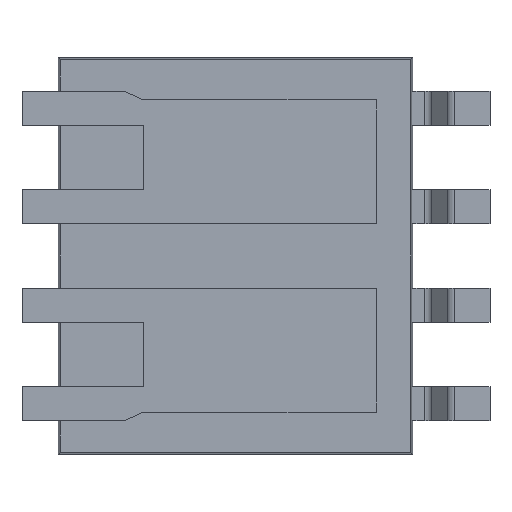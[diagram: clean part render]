
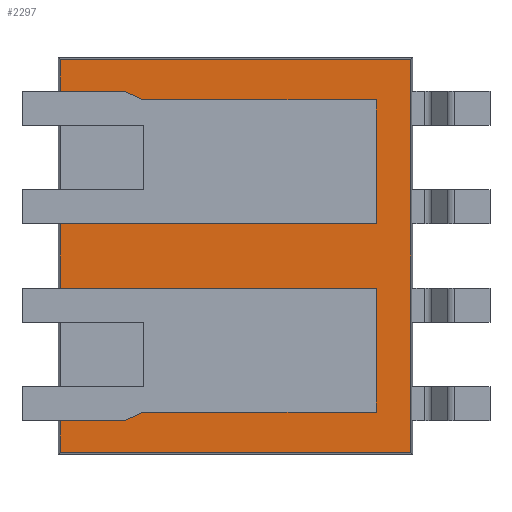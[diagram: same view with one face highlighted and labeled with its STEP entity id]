
A CAD part, front view. The second image highlights one B-rep face of the part: STEP entity #2297.
In plain terms, the highlighted planar face has unit normal (0, -1, 0).
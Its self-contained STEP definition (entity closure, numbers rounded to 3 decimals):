
#20 = LINE ( 'NONE', #428, #2878 ) ;
#68 = CARTESIAN_POINT ( 'NONE',  ( 2.261, 0.05, 2.536 ) ) ;
#203 = VERTEX_POINT ( 'NONE', #2347 ) ;
#219 = LINE ( 'NONE', #2392, #4241 ) ;
#263 = EDGE_CURVE ( 'NONE', #1008, #730, #3022, .T. ) ;
#297 = EDGE_CURVE ( 'NONE', #1407, #723, #219, .T. ) ;
#341 = DIRECTION ( 'NONE',  ( 0., -1., 0. ) ) ;
#359 = EDGE_CURVE ( 'NONE', #1302, #3924, #2615, .T. ) ;
#411 = DIRECTION ( 'NONE',  ( -1., 0., 0. ) ) ;
#428 = CARTESIAN_POINT ( 'NONE',  ( 2.261, 0.05, 0. ) ) ;
#432 = CARTESIAN_POINT ( 'NONE',  ( -1.185, 0.05, -2.015 ) ) ;
#437 = DIRECTION ( 'NONE',  ( 1., 0., 0. ) ) ;
#452 = DIRECTION ( 'NONE',  ( 0., 0., -1. ) ) ;
#556 = EDGE_CURVE ( 'NONE', #1477, #2161, #2966, .T. ) ;
#583 = EDGE_CURVE ( 'NONE', #1821, #1302, #3784, .T. ) ;
#646 = CARTESIAN_POINT ( 'NONE',  ( 2.261, 0.05, -2.536 ) ) ;
#673 = CARTESIAN_POINT ( 'NONE',  ( 0., 0.05, -0.415 ) ) ;
#694 = CARTESIAN_POINT ( 'NONE',  ( 0., 0.05, 0. ) ) ;
#702 = DIRECTION ( 'NONE',  ( 1., 0., 0. ) ) ;
#711 = DIRECTION ( 'NONE',  ( 0., 0., -1. ) ) ;
#723 = VERTEX_POINT ( 'NONE', #841 ) ;
#730 = VERTEX_POINT ( 'NONE', #974 ) ;
#765 = DIRECTION ( 'NONE',  ( 0., 0., 1. ) ) ;
#792 = ORIENTED_EDGE ( 'NONE', *, *, #1585, .T. ) ;
#828 = CARTESIAN_POINT ( 'NONE',  ( -2.261, 0.05, -0.415 ) ) ;
#841 = CARTESIAN_POINT ( 'NONE',  ( 1.815, 0.05, 2.015 ) ) ;
#947 = DIRECTION ( 'NONE',  ( -1., 0., 0. ) ) ;
#974 = CARTESIAN_POINT ( 'NONE',  ( 1.815, 0.05, -2.015 ) ) ;
#982 = CARTESIAN_POINT ( 'NONE',  ( -2.261, 0.05, -2.536 ) ) ;
#1008 = VERTEX_POINT ( 'NONE', #1524 ) ;
#1039 = ORIENTED_EDGE ( 'NONE', *, *, #2350, .T. ) ;
#1111 = CARTESIAN_POINT ( 'NONE',  ( -2.261, 0.05, -2.125 ) ) ;
#1194 = ORIENTED_EDGE ( 'NONE', *, *, #2584, .T. ) ;
#1217 = VECTOR ( 'NONE', #411, 1000. ) ;
#1302 = VERTEX_POINT ( 'NONE', #1569 ) ;
#1314 = ORIENTED_EDGE ( 'NONE', *, *, #297, .T. ) ;
#1315 = PLANE ( 'NONE',  #2418 ) ;
#1407 = VERTEX_POINT ( 'NONE', #2938 ) ;
#1422 = EDGE_CURVE ( 'NONE', #1008, #3263, #2162, .T. ) ;
#1437 = VERTEX_POINT ( 'NONE', #4237 ) ;
#1445 = LINE ( 'NONE', #2245, #2106 ) ;
#1477 = VERTEX_POINT ( 'NONE', #982 ) ;
#1505 = ORIENTED_EDGE ( 'NONE', *, *, #1422, .F. ) ;
#1524 = CARTESIAN_POINT ( 'NONE',  ( 1.815, 0.05, -0.415 ) ) ;
#1559 = VECTOR ( 'NONE', #2288, 1000. ) ;
#1569 = CARTESIAN_POINT ( 'NONE',  ( -2.261, 0.05, 2.536 ) ) ;
#1585 = EDGE_CURVE ( 'NONE', #1437, #2661, #1604, .T. ) ;
#1597 = EDGE_CURVE ( 'NONE', #3924, #1911, #3106, .T. ) ;
#1604 = LINE ( 'NONE', #2277, #3868 ) ;
#1607 = DIRECTION ( 'NONE',  ( -0.917, 0., 0.4 ) ) ;
#1732 = DIRECTION ( 'NONE',  ( 0., 0., -1. ) ) ;
#1767 = VERTEX_POINT ( 'NONE', #2319 ) ;
#1821 = VERTEX_POINT ( 'NONE', #68 ) ;
#1837 = ORIENTED_EDGE ( 'NONE', *, *, #1597, .T. ) ;
#1842 = LINE ( 'NONE', #2366, #2200 ) ;
#1855 = LINE ( 'NONE', #432, #3911 ) ;
#1908 = EDGE_CURVE ( 'NONE', #730, #1767, #1855, .T. ) ;
#1911 = VERTEX_POINT ( 'NONE', #4062 ) ;
#1943 = VECTOR ( 'NONE', #4005, 1000. ) ;
#2020 = ORIENTED_EDGE ( 'NONE', *, *, #2757, .T. ) ;
#2096 = ORIENTED_EDGE ( 'NONE', *, *, #2553, .T. ) ;
#2102 = CARTESIAN_POINT ( 'NONE',  ( -1.185, 0.05, -2.015 ) ) ;
#2106 = VECTOR ( 'NONE', #3822, 1000. ) ;
#2113 = ORIENTED_EDGE ( 'NONE', *, *, #359, .T. ) ;
#2161 = VERTEX_POINT ( 'NONE', #646 ) ;
#2162 = LINE ( 'NONE', #673, #1559 ) ;
#2200 = VECTOR ( 'NONE', #452, 1000. ) ;
#2220 = VECTOR ( 'NONE', #3264, 1000. ) ;
#2245 = CARTESIAN_POINT ( 'NONE',  ( -2.261, 0.05, 0. ) ) ;
#2277 = CARTESIAN_POINT ( 'NONE',  ( 0., 0.05, -2.125 ) ) ;
#2288 = DIRECTION ( 'NONE',  ( -1., 0., 0. ) ) ;
#2297 = ADVANCED_FACE ( 'NONE', ( #3397 ), #1315, .T. ) ;
#2319 = CARTESIAN_POINT ( 'NONE',  ( -1.185, 0.05, -2.015 ) ) ;
#2335 = CARTESIAN_POINT ( 'NONE',  ( -2.261, 0.05, 0. ) ) ;
#2347 = CARTESIAN_POINT ( 'NONE',  ( 1.815, 0.05, 0.415 ) ) ;
#2350 = EDGE_CURVE ( 'NONE', #2661, #1477, #4011, .T. ) ;
#2361 = DIRECTION ( 'NONE',  ( -1., 0., 0. ) ) ;
#2366 = CARTESIAN_POINT ( 'NONE',  ( 1.815, 0.05, 0.415 ) ) ;
#2392 = CARTESIAN_POINT ( 'NONE',  ( -1.185, 0.05, 2.015 ) ) ;
#2413 = CARTESIAN_POINT ( 'NONE',  ( 0., 0.05, 0.415 ) ) ;
#2418 = AXIS2_PLACEMENT_3D ( 'NONE', #694, #341, #2660 ) ;
#2432 = EDGE_CURVE ( 'NONE', #723, #203, #1842, .T. ) ;
#2458 = CARTESIAN_POINT ( 'NONE',  ( -2.261, 0.05, 0.415 ) ) ;
#2553 = EDGE_CURVE ( 'NONE', #203, #2671, #3587, .T. ) ;
#2578 = EDGE_CURVE ( 'NONE', #2161, #1821, #20, .T. ) ;
#2584 = EDGE_CURVE ( 'NONE', #1767, #1437, #3488, .T. ) ;
#2615 = LINE ( 'NONE', #3942, #4192 ) ;
#2632 = VECTOR ( 'NONE', #1607, 1000. ) ;
#2660 = DIRECTION ( 'NONE',  ( 0., 0., -1. ) ) ;
#2661 = VERTEX_POINT ( 'NONE', #1111 ) ;
#2671 = VERTEX_POINT ( 'NONE', #2458 ) ;
#2678 = CARTESIAN_POINT ( 'NONE',  ( 0., 0.05, -2.536 ) ) ;
#2731 = CARTESIAN_POINT ( 'NONE',  ( 1.815, 0.05, -0.415 ) ) ;
#2757 = EDGE_CURVE ( 'NONE', #2671, #3263, #1445, .T. ) ;
#2800 = ORIENTED_EDGE ( 'NONE', *, *, #2578, .T. ) ;
#2841 = EDGE_CURVE ( 'NONE', #1407, #1911, #3496, .T. ) ;
#2878 = VECTOR ( 'NONE', #765, 1000. ) ;
#2909 = VECTOR ( 'NONE', #2983, 1000. ) ;
#2938 = CARTESIAN_POINT ( 'NONE',  ( -1.185, 0.05, 2.015 ) ) ;
#2966 = LINE ( 'NONE', #2678, #3624 ) ;
#2983 = DIRECTION ( 'NONE',  ( -1., 0., 0. ) ) ;
#2999 = ORIENTED_EDGE ( 'NONE', *, *, #263, .T. ) ;
#3022 = LINE ( 'NONE', #2731, #3797 ) ;
#3106 = LINE ( 'NONE', #3928, #2220 ) ;
#3210 = ORIENTED_EDGE ( 'NONE', *, *, #2841, .F. ) ;
#3219 = CARTESIAN_POINT ( 'NONE',  ( -2.261, 0.05, 2.125 ) ) ;
#3263 = VERTEX_POINT ( 'NONE', #828 ) ;
#3264 = DIRECTION ( 'NONE',  ( 1., 0., 0. ) ) ;
#3397 = FACE_OUTER_BOUND ( 'NONE', #3975, .T. ) ;
#3466 = ORIENTED_EDGE ( 'NONE', *, *, #556, .T. ) ;
#3488 = LINE ( 'NONE', #2102, #3895 ) ;
#3496 = LINE ( 'NONE', #3847, #2632 ) ;
#3587 = LINE ( 'NONE', #2413, #1217 ) ;
#3623 = ORIENTED_EDGE ( 'NONE', *, *, #2432, .T. ) ;
#3624 = VECTOR ( 'NONE', #702, 1000. ) ;
#3696 = DIRECTION ( 'NONE',  ( -0.917, 0., -0.4 ) ) ;
#3784 = LINE ( 'NONE', #3920, #2909 ) ;
#3797 = VECTOR ( 'NONE', #1732, 1000. ) ;
#3822 = DIRECTION ( 'NONE',  ( 0., 0., -1. ) ) ;
#3832 = ORIENTED_EDGE ( 'NONE', *, *, #583, .T. ) ;
#3847 = CARTESIAN_POINT ( 'NONE',  ( -1.185, 0.05, 2.015 ) ) ;
#3868 = VECTOR ( 'NONE', #947, 1000. ) ;
#3895 = VECTOR ( 'NONE', #3696, 1000. ) ;
#3911 = VECTOR ( 'NONE', #2361, 1000. ) ;
#3920 = CARTESIAN_POINT ( 'NONE',  ( 0., 0.05, 2.536 ) ) ;
#3924 = VERTEX_POINT ( 'NONE', #3219 ) ;
#3928 = CARTESIAN_POINT ( 'NONE',  ( 0., 0.05, 2.125 ) ) ;
#3942 = CARTESIAN_POINT ( 'NONE',  ( -2.261, 0.05, 0. ) ) ;
#3975 = EDGE_LOOP ( 'NONE', ( #3466, #2800, #3832, #2113, #1837, #3210, #1314, #3623, #2096, #2020, #1505, #2999, #4230, #1194, #792, #1039 ) ) ;
#4005 = DIRECTION ( 'NONE',  ( 0., 0., -1. ) ) ;
#4011 = LINE ( 'NONE', #2335, #1943 ) ;
#4062 = CARTESIAN_POINT ( 'NONE',  ( -1.437, 0.05, 2.125 ) ) ;
#4192 = VECTOR ( 'NONE', #711, 1000. ) ;
#4230 = ORIENTED_EDGE ( 'NONE', *, *, #1908, .T. ) ;
#4237 = CARTESIAN_POINT ( 'NONE',  ( -1.437, 0.05, -2.125 ) ) ;
#4241 = VECTOR ( 'NONE', #437, 1000. ) ;
